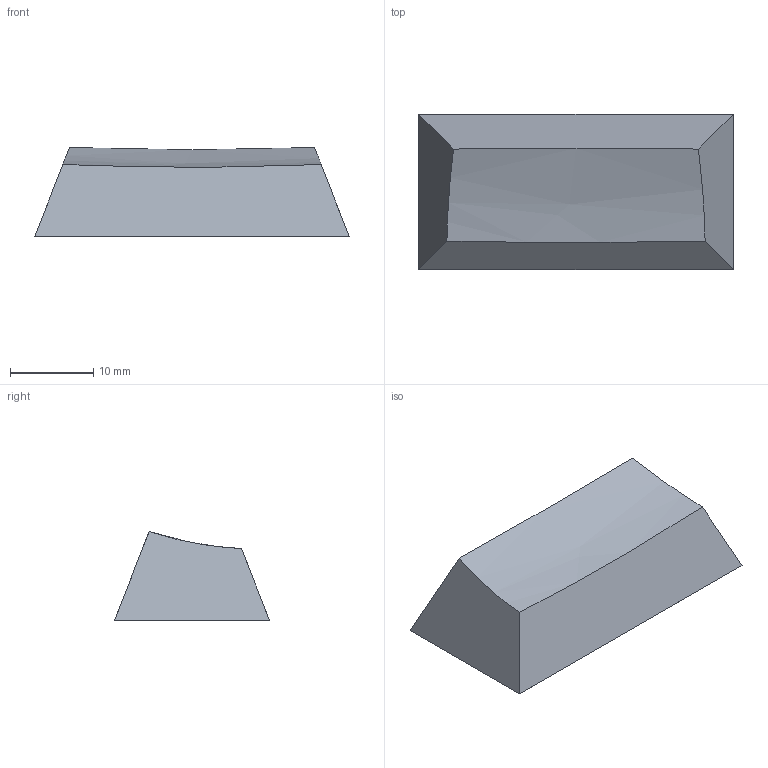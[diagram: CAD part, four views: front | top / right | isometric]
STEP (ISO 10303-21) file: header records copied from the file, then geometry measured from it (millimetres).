
FILE_DESCRIPTION(('FreeCAD Model'),'2;1');
FILE_NAME('Open CASCADE Shape Model','2023-04-27T14:19:11',('Author'),( ''),'Open CASCADE STEP processor 7.5','FreeCAD','Unknown');
FILE_SCHEMA(('AUTOMOTIVE_DESIGN { 1 0 10303 214 1 1 1 1 }'));
Length unit declared in the file: millimetre
Products named in the file (1): union005
Bounding box: 37.71 x 18.6 x 10.66 mm (x, y, z)
Volume: 2698.1 mm3; surface area: 2851.6 mm2
Topology: 4 solids, 4 shells, 113 faces, 296 edges, 195 vertices
Faces by surface type: plane 109, cylinder 3, bspline 1
Full cylindrical faces by diameter (mm): 5.5 x3
Entity records: 7622 total; most frequent: CARTESIAN_POINT 1782, DIRECTION 989, LINE 745, VECTOR 745, ORIENTED_EDGE 592, PCURVE 592, DEFINITIONAL_REPRESENTATION 592, EDGE_CURVE 296
